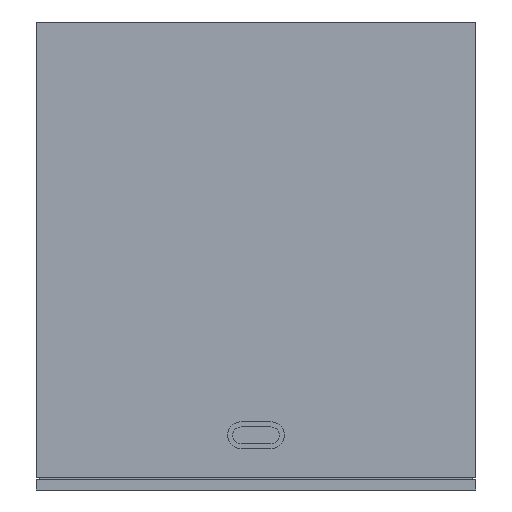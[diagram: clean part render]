
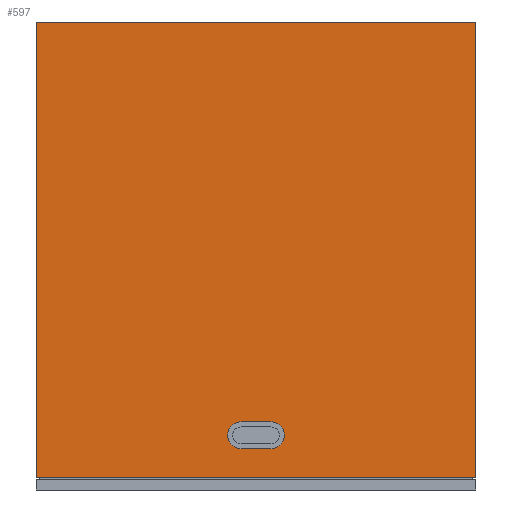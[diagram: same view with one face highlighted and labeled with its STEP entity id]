
A CAD part, left-side view. The second image highlights one B-rep face of the part: STEP entity #597.
In plain terms, the highlighted planar face has unit normal (-1, 0, 0).
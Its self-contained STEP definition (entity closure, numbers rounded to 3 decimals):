
#597=ADVANCED_FACE('',(#2012,#2014),#2016,.T.);
#2012=FACE_BOUND('',#2013,.T.);
#2013=EDGE_LOOP('',(#3020,#3021,#3022,#3023));
#2014=FACE_BOUND('',#2015,.T.);
#2015=EDGE_LOOP('',(#3024,#3025,#3026,#3027));
#2016=PLANE('',#2017);
#2017=AXIS2_PLACEMENT_3D('',#2018,#2019,#2020);
#2018=CARTESIAN_POINT('',(-57.5,-42.5,-15.));
#2019=DIRECTION('',(-1.,0.,0.));
#2020=DIRECTION('',(0.,0.,1.));
#3020=ORIENTED_EDGE('',*,*,#3637,.T.);
#3021=ORIENTED_EDGE('',*,*,#3638,.T.);
#3022=ORIENTED_EDGE('',*,*,#3639,.T.);
#3023=ORIENTED_EDGE('',*,*,#3633,.F.);
#3024=ORIENTED_EDGE('',*,*,#3640,.T.);
#3025=ORIENTED_EDGE('',*,*,#3641,.T.);
#3026=ORIENTED_EDGE('',*,*,#3642,.T.);
#3027=ORIENTED_EDGE('',*,*,#3643,.T.);
#3633=EDGE_CURVE('',#4072,#4074,#4075,.T.);
#3637=EDGE_CURVE('',#4072,#4081,#4082,.T.);
#3638=EDGE_CURVE('',#4081,#4083,#4084,.T.);
#3639=EDGE_CURVE('',#4083,#4074,#4085,.T.);
#3640=EDGE_CURVE('',#4086,#4087,#4088,.F.);
#3641=EDGE_CURVE('',#4087,#4089,#4090,.F.);
#3642=EDGE_CURVE('',#4089,#4091,#4092,.F.);
#3643=EDGE_CURVE('',#4091,#4086,#4093,.F.);
#4072=VERTEX_POINT('',#4916);
#4074=VERTEX_POINT('',#4920);
#4075=LINE('',#4921,#4922);
#4081=VERTEX_POINT('',#4935);
#4082=LINE('',#4936,#4937);
#4083=VERTEX_POINT('',#4939);
#4084=LINE('',#4940,#4941);
#4085=LINE('',#4943,#4944);
#4086=VERTEX_POINT('',#4946);
#4087=VERTEX_POINT('',#4947);
#4088=CIRCLE('',#4948,2.6);
#4089=VERTEX_POINT('',#4952);
#4090=LINE('',#4953,#4954);
#4091=VERTEX_POINT('',#4956);
#4092=CIRCLE('',#4957,2.6);
#4093=LINE('',#4961,#4962);
#4916=CARTESIAN_POINT('',(-57.5,42.5,-14.5));
#4920=CARTESIAN_POINT('',(-57.5,42.5,73.612));
#4921=CARTESIAN_POINT('',(-57.5,42.5,-14.5));
#4922=VECTOR('',#4923,1.);
#4923=DIRECTION('',(0.,0.,1.));
#4935=CARTESIAN_POINT('',(-57.5,-42.5,-14.5));
#4936=CARTESIAN_POINT('',(-57.5,42.5,-14.5));
#4937=VECTOR('',#4938,1.);
#4938=DIRECTION('',(0.,-1.,0.));
#4939=CARTESIAN_POINT('',(-57.5,-42.5,73.612));
#4940=CARTESIAN_POINT('',(-57.5,-42.5,-14.5));
#4941=VECTOR('',#4942,1.);
#4942=DIRECTION('',(0.,0.,1.));
#4943=CARTESIAN_POINT('',(-57.5,-42.5,73.612));
#4944=VECTOR('',#4945,1.);
#4945=DIRECTION('',(0.,1.,0.));
#4946=CARTESIAN_POINT('',(-57.5,-2.9,-3.8));
#4947=CARTESIAN_POINT('',(-57.5,-2.9,-9.));
#4948=AXIS2_PLACEMENT_3D('',#4949,#4950,#4951);
#4949=CARTESIAN_POINT('',(-57.5,-2.9,-6.4));
#4950=DIRECTION('',(-1.,0.,0.));
#4951=DIRECTION('',(0.,0.,-1.));
#4952=CARTESIAN_POINT('',(-57.5,2.9,-9.));
#4953=CARTESIAN_POINT('',(-57.5,2.9,-9.));
#4954=VECTOR('',#4955,1.);
#4955=DIRECTION('',(0.,-1.,0.));
#4956=CARTESIAN_POINT('',(-57.5,2.9,-3.8));
#4957=AXIS2_PLACEMENT_3D('',#4958,#4959,#4960);
#4958=CARTESIAN_POINT('',(-57.5,2.9,-6.4));
#4959=DIRECTION('',(-1.,0.,0.));
#4960=DIRECTION('',(0.,0.,1.));
#4961=CARTESIAN_POINT('',(-57.5,-2.9,-3.8));
#4962=VECTOR('',#4963,1.);
#4963=DIRECTION('',(0.,1.,0.));
